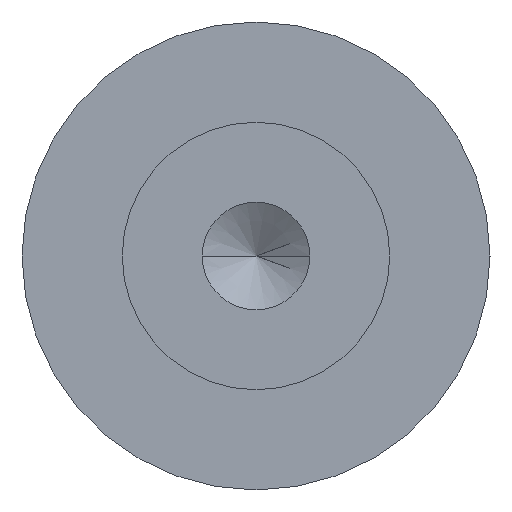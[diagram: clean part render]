
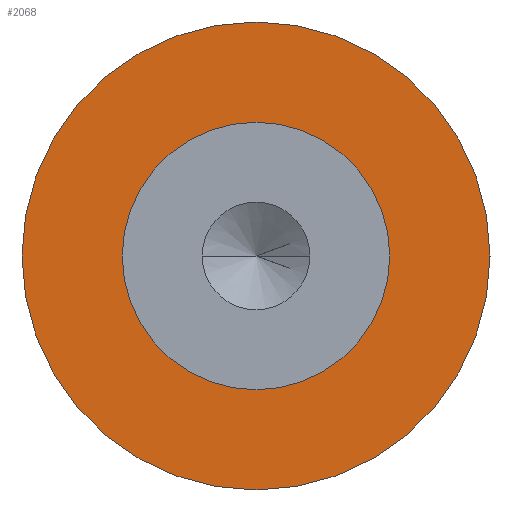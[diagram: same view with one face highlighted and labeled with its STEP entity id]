
A CAD part, left-side view. The second image highlights one B-rep face of the part: STEP entity #2068.
In plain terms, the highlighted planar face has unit normal (-1, 0, 0).
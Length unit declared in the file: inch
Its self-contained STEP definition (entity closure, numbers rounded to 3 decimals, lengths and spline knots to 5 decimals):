
#1=CARTESIAN_POINT('',(0.,0.,0.));
#2=DIRECTION('',(-1.,0.,0.));
#3=DIRECTION('',(0.,-1.,0.));
#4=AXIS2_PLACEMENT_3D('',#1,#2,#3);
#6=CARTESIAN_POINT('',(0.,0.,0.));
#7=DIRECTION('',(-1.,0.,0.));
#8=DIRECTION('',(0.,1.,0.));
#9=AXIS2_PLACEMENT_3D('',#6,#7,#8);
#11=CARTESIAN_POINT('',(0.,0.,0.));
#12=DIRECTION('',(-1.,0.,0.));
#13=DIRECTION('',(0.,-1.,0.));
#14=AXIS2_PLACEMENT_3D('',#11,#12,#13);
#24=CARTESIAN_POINT('',(0.,0.,0.));
#25=DIRECTION('',(1.,0.,0.));
#26=DIRECTION('',(0.,-1.,0.));
#27=AXIS2_PLACEMENT_3D('',#24,#25,#26);
#1913=CARTESIAN_POINT('',(0.,-0.4375,0.));
#1915=VERTEX_POINT('',#1913);
#1917=CARTESIAN_POINT('',(0.,0.4375,0.));
#1919=VERTEX_POINT('',#1917);
#1925=CARTESIAN_POINT('',(0.,-0.25,0.));
#1926=CARTESIAN_POINT('',(0.,0.25,0.));
#1927=VERTEX_POINT('',#1925);
#1928=VERTEX_POINT('',#1926);
#2051=CARTESIAN_POINT('',(0.,0.,0.));
#2052=DIRECTION('',(-1.,0.,0.));
#2053=DIRECTION('',(0.,1.,0.));
#2054=AXIS2_PLACEMENT_3D('',#2051,#2052,#2053);
#2055=PLANE('',#2054);
#2057=ORIENTED_EDGE('',*,*,#2056,.F.);
#2059=ORIENTED_EDGE('',*,*,#2058,.T.);
#2060=EDGE_LOOP('',(#2057,#2059));
#2061=FACE_OUTER_BOUND('',#2060,.F.);
#2063=ORIENTED_EDGE('',*,*,#2062,.T.);
#2065=ORIENTED_EDGE('',*,*,#2064,.T.);
#2066=EDGE_LOOP('',(#2063,#2065));
#2067=FACE_BOUND('',#2066,.F.);
#2068=ADVANCED_FACE('',(#2061,#2067),#2055,.T.);
#5=CIRCLE('',#4,0.25);
#10=CIRCLE('',#9,0.25);
#15=CIRCLE('',#14,0.4375);
#28=CIRCLE('',#27,0.4375);
#2056=EDGE_CURVE('',#1915,#1919,#15,.T.);
#2058=EDGE_CURVE('',#1915,#1919,#28,.T.);
#2062=EDGE_CURVE('',#1927,#1928,#5,.T.);
#2064=EDGE_CURVE('',#1928,#1927,#10,.T.);
